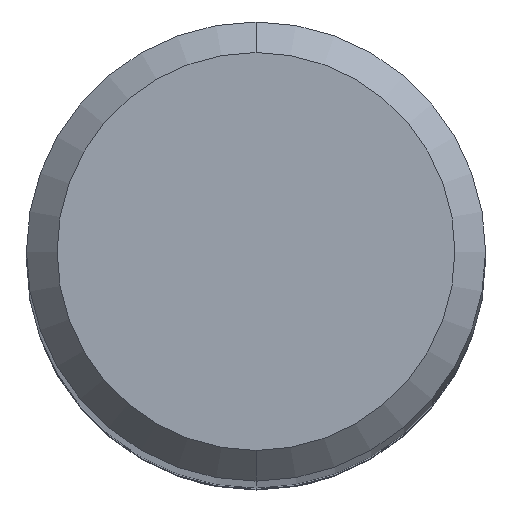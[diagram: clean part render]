
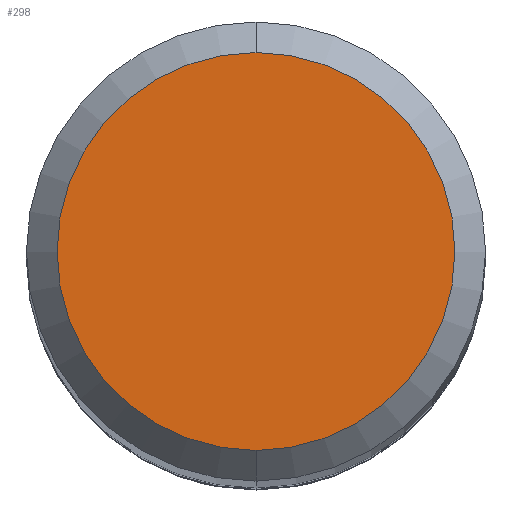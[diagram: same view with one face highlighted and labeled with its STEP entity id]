
A CAD part, top view. The second image highlights one B-rep face of the part: STEP entity #298.
In plain terms, the highlighted planar face has unit normal (0, 0, 1).
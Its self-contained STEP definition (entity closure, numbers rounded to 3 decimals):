
#192=VERTEX_POINT('',#511);
#298=ADVANCED_FACE('',(#632),#633,.T.);
#342=EDGE_CURVE('',#474,#192,#683,.T.);
#398=EDGE_CURVE('',#192,#474,#743,.T.);
#474=VERTEX_POINT('',#824);
#511=CARTESIAN_POINT('',(0.,-2.6,0.0));
#632=FACE_OUTER_BOUND('',#1052,.T.);
#633=PLANE('',#1053);
#683=CIRCLE('',#1150,2.6);
#743=CIRCLE('',#1316,2.6);
#824=CARTESIAN_POINT('',(0.0,2.6,0.0));
#1052=EDGE_LOOP('',(#1643,#1644));
#1053=AXIS2_PLACEMENT_3D('',#1645,#1646,#1647);
#1150=AXIS2_PLACEMENT_3D('',#1710,#1711,#1712);
#1316=AXIS2_PLACEMENT_3D('',#1764,#1765,#1766);
#1643=ORIENTED_EDGE('',*,*,#342,.F.);
#1644=ORIENTED_EDGE('',*,*,#398,.F.);
#1645=CARTESIAN_POINT('',(0.0,1.3,0.0));
#1646=DIRECTION('',(-0.0,0.0,1.0));
#1647=DIRECTION('',(0.0,-1.0,0.0));
#1710=CARTESIAN_POINT('',(0.0,0.0,0.0));
#1711=DIRECTION('',(0.0,0.0,-1.0));
#1712=DIRECTION('',(0.0,1.0,0.0));
#1764=CARTESIAN_POINT('',(0.0,0.0,0.0));
#1765=DIRECTION('',(0.0,0.0,-1.0));
#1766=DIRECTION('',(0.0,1.0,0.0));
